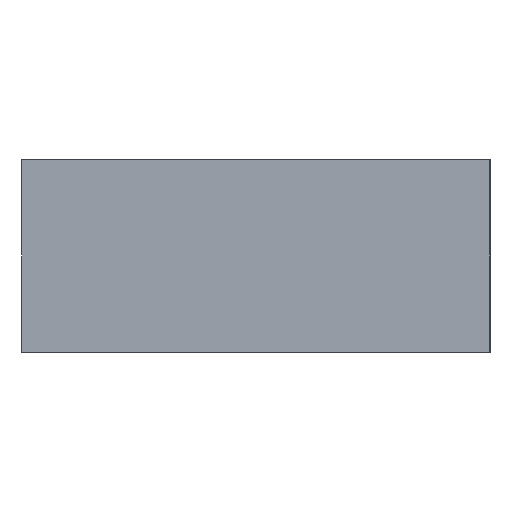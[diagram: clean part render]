
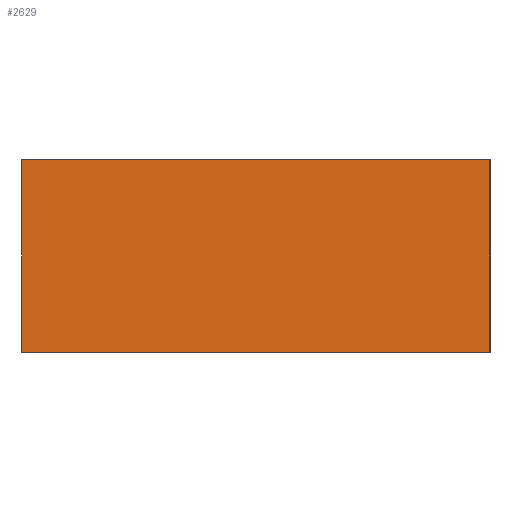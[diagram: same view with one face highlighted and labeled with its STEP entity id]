
A CAD part, left-side view. The second image highlights one B-rep face of the part: STEP entity #2629.
In plain terms, the highlighted planar face has unit normal (-1, 0, 0).
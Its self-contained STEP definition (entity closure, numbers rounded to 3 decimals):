
#2369=CARTESIAN_POINT('',(-3.994,135.826,78.225));
#2370=VERTEX_POINT('',#2369);
#2387=CARTESIAN_POINT('',(-3.994,135.826,22.225));
#2388=VERTEX_POINT('',#2387);
#2395=CARTESIAN_POINT('',(-3.994,135.826,22.225));
#2396=DIRECTION('',(0.,0.,1.));
#2397=VECTOR('',#2396,56.);
#2398=LINE('',#2395,#2397);
#2399=EDGE_CURVE('',#2388,#2370,#2398,.T.);
#2409=CARTESIAN_POINT('',(-3.994,-0.172,22.225));
#2410=VERTEX_POINT('',#2409);
#2411=CARTESIAN_POINT('',(-3.994,-0.172,78.225));
#2412=VERTEX_POINT('',#2411);
#2413=CARTESIAN_POINT('',(-3.994,-0.172,22.225));
#2414=DIRECTION('',(0.,0.,1.));
#2415=VECTOR('',#2414,56.);
#2416=LINE('',#2413,#2415);
#2417=EDGE_CURVE('',#2410,#2412,#2416,.T.);
#2608=CARTESIAN_POINT('',(-3.994,67.617,20.225));
#2609=DIRECTION('',(1.,0.,0.));
#2610=DIRECTION('',(0.,0.,-1.));
#2611=AXIS2_PLACEMENT_3D('',#2608,#2609,#2610);
#2612=PLANE('',#2611);
#2613=ORIENTED_EDGE('',*,*,#2417,.T.);
#2614=CARTESIAN_POINT('',(-3.994,-0.172,78.225));
#2615=DIRECTION('',(0.,1.,0.));
#2616=VECTOR('',#2615,135.998);
#2617=LINE('',#2614,#2616);
#2618=EDGE_CURVE('',#2412,#2370,#2617,.T.);
#2619=ORIENTED_EDGE('',*,*,#2618,.T.);
#2620=ORIENTED_EDGE('',*,*,#2399,.F.);
#2621=CARTESIAN_POINT('',(-3.994,-0.172,22.225));
#2622=DIRECTION('',(0.,1.,0.));
#2623=VECTOR('',#2622,135.998);
#2624=LINE('',#2621,#2623);
#2625=EDGE_CURVE('',#2410,#2388,#2624,.T.);
#2626=ORIENTED_EDGE('',*,*,#2625,.F.);
#2627=EDGE_LOOP('',(#2613,#2619,#2620,#2626));
#2628=FACE_BOUND('',#2627,.T.);
#2629=ADVANCED_FACE('',(#2628),#2612,.F.);
